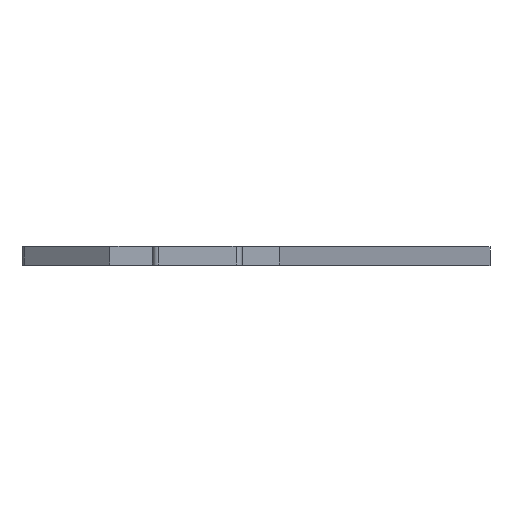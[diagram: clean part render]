
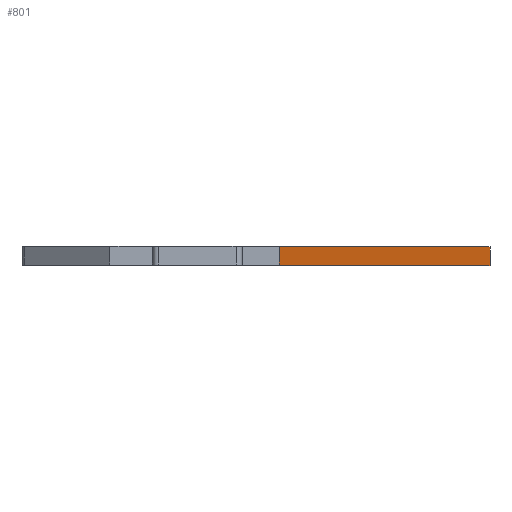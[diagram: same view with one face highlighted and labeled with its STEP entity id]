
A CAD part, top view. The second image highlights one B-rep face of the part: STEP entity #801.
In plain terms, the highlighted planar face has unit normal (0.874, 0, 0.486).
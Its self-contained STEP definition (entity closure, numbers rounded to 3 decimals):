
#30=PLANE('',#874);
#64=FACE_OUTER_BOUND('',#105,.T.);
#105=EDGE_LOOP('',(#593,#594,#595,#596));
#164=LINE('',#1235,#249);
#165=LINE('',#1238,#250);
#166=LINE('',#1240,#251);
#167=LINE('',#1241,#252);
#249=VECTOR('',#1005,10.);
#250=VECTOR('',#1008,10.);
#251=VECTOR('',#1009,10.);
#252=VECTOR('',#1010,10.);
#370=VERTEX_POINT('',#1231);
#371=VERTEX_POINT('',#1233);
#372=VERTEX_POINT('',#1237);
#373=VERTEX_POINT('',#1239);
#462=EDGE_CURVE('',#370,#371,#164,.T.);
#463=EDGE_CURVE('',#370,#372,#165,.T.);
#464=EDGE_CURVE('',#373,#371,#166,.T.);
#465=EDGE_CURVE('',#372,#373,#167,.T.);
#593=ORIENTED_EDGE('',*,*,#463,.F.);
#594=ORIENTED_EDGE('',*,*,#462,.T.);
#595=ORIENTED_EDGE('',*,*,#464,.F.);
#596=ORIENTED_EDGE('',*,*,#465,.F.);
#801=ADVANCED_FACE('',(#64),#30,.T.);
#874=AXIS2_PLACEMENT_3D('',#1236,#1006,#1007);
#1005=DIRECTION('',(0.,1.,0.));
#1006=DIRECTION('center_axis',(0.874,0.,0.486));
#1007=DIRECTION('ref_axis',(0.486,0.,-0.874));
#1008=DIRECTION('',(-0.486,0.,0.874));
#1009=DIRECTION('',(0.486,0.,-0.874));
#1010=DIRECTION('',(0.,1.,0.));
#1231=CARTESIAN_POINT('',(42.598,91.906,5.));
#1233=CARTESIAN_POINT('',(42.598,93.406,5.));
#1235=CARTESIAN_POINT('',(42.598,91.906,5.));
#1236=CARTESIAN_POINT('Origin',(25.9,91.906,35.));
#1237=CARTESIAN_POINT('',(25.9,91.906,35.));
#1238=CARTESIAN_POINT('',(42.598,91.906,5.));
#1239=CARTESIAN_POINT('',(25.9,93.406,35.));
#1240=CARTESIAN_POINT('',(42.598,93.406,5.));
#1241=CARTESIAN_POINT('',(25.9,91.906,35.));
